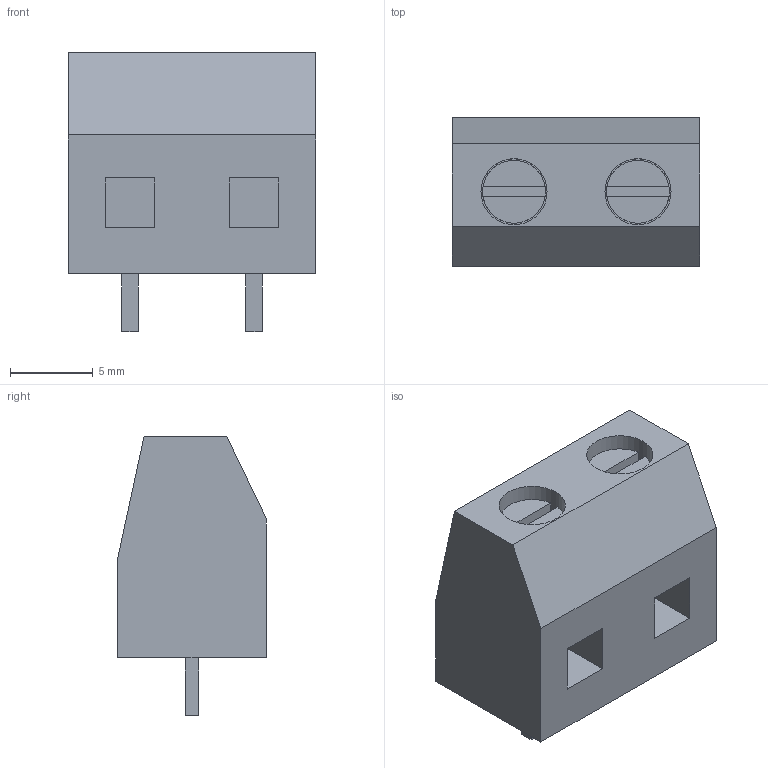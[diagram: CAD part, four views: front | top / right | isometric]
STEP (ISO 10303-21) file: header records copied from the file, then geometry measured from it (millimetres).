
FILE_DESCRIPTION(('FreeCAD Model'),'2;1');
FILE_NAME('TerminalBlock_ED365_2_Angled_1x02_P7_50mm_cp.step', '2019-09-27T19:29:07',('kicad StepUp'),('ksu MCAD'), 'Open CASCADE STEP processor 7.3','FreeCAD','Unknown');
FILE_SCHEMA(('AUTOMOTIVE_DESIGN { 1 0 10303 214 1 1 1 1 }'));
Length unit declared in the file: millimetre
Products named in the file (1): TerminalBlock_ED365_2_Angled_1x02_P7_50mm_cp
Bounding box: 15 x 9 x 16.9 mm (x, y, z)
Volume: 1365.7 mm3; surface area: 1330.2 mm2
Topology: 5 solids, 5 shells, 48 faces, 102 edges, 68 vertices
Faces by surface type: plane 44, cylinder 4
Full cylindrical faces by diameter (mm): 3.8 x2, 4 x2
Entity records: 1623 total; most frequent: CARTESIAN_POINT 219, DIRECTION 216, ORIENTED_EDGE 204, EDGE_CURVE 102, LINE 86, VECTOR 86, VERTEX_POINT 68, AXIS2_PLACEMENT_3D 65
